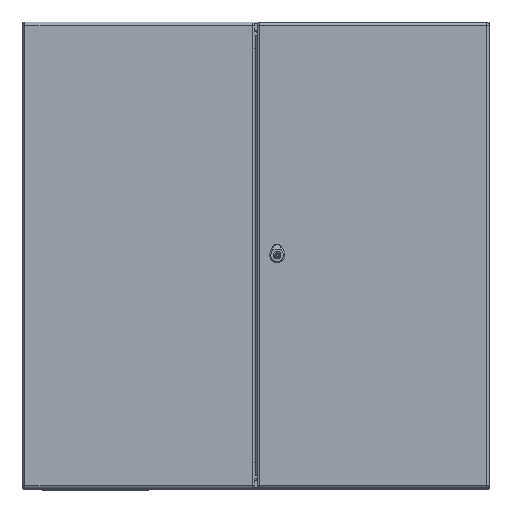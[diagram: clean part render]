
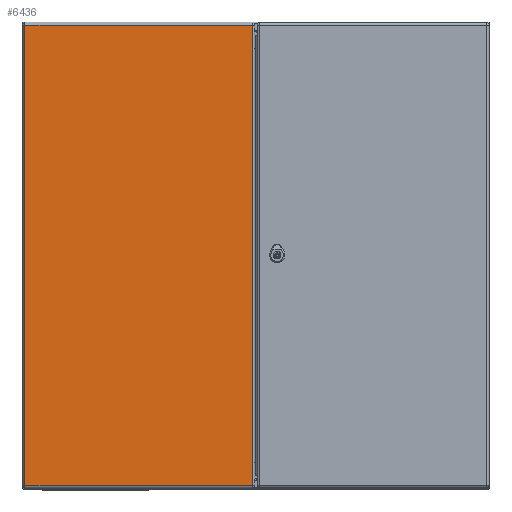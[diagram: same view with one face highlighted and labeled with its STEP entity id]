
A CAD part, top view. The second image highlights one B-rep face of the part: STEP entity #6436.
In plain terms, the highlighted face is planar.
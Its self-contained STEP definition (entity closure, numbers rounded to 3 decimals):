
#6436=ADVANCED_FACE('',(#7977),#7172,.F.);
#7172=PLANE('',#25788);
#7977=FACE_OUTER_BOUND('',#9439,.T.);
#9439=EDGE_LOOP('',(#14093,#14094,#14095,#14096));
#14093=ORIENTED_EDGE('',*,*,#20331,.T.);
#14094=ORIENTED_EDGE('',*,*,#20332,.T.);
#14095=ORIENTED_EDGE('',*,*,#20333,.T.);
#14096=ORIENTED_EDGE('',*,*,#20334,.T.);
#17630=VERTEX_POINT('',#42564);
#17631=VERTEX_POINT('',#42565);
#17632=VERTEX_POINT('',#42567);
#17633=VERTEX_POINT('',#42569);
#20331=EDGE_CURVE('',#17630,#17631,#22225,.T.);
#20332=EDGE_CURVE('',#17631,#17632,#22226,.T.);
#20333=EDGE_CURVE('',#17632,#17633,#22227,.T.);
#20334=EDGE_CURVE('',#17633,#17630,#22228,.T.);
#22225=LINE('',#42563,#23675);
#22226=LINE('',#42566,#23676);
#22227=LINE('',#42568,#23677);
#22228=LINE('',#42570,#23678);
#23675=VECTOR('',#30702,1.);
#23676=VECTOR('',#30703,1.);
#23677=VECTOR('',#30704,1.);
#23678=VECTOR('',#30705,1.);
#25788=AXIS2_PLACEMENT_3D('',#42571,#30706,#30707);
#30702=DIRECTION('',(-1.,0.,0.));
#30703=DIRECTION('',(0.,1.,0.));
#30704=DIRECTION('',(1.,0.,0.));
#30705=DIRECTION('',(0.,-1.,0.));
#30706=DIRECTION('',(0.,0.,1.));
#30707=DIRECTION('',(1.,0.,0.));
#42563=CARTESIAN_POINT('',(0.,-493.5,0.));
#42564=CARTESIAN_POINT('',(244.,-493.5,0.));
#42565=CARTESIAN_POINT('',(-244.,-493.5,0.));
#42566=CARTESIAN_POINT('',(-244.,0.,0.));
#42567=CARTESIAN_POINT('',(-244.,493.5,0.));
#42568=CARTESIAN_POINT('',(0.,493.5,0.));
#42569=CARTESIAN_POINT('',(244.,493.5,0.));
#42570=CARTESIAN_POINT('',(244.,0.,0.));
#42571=CARTESIAN_POINT('',(0.,0.,0.));
